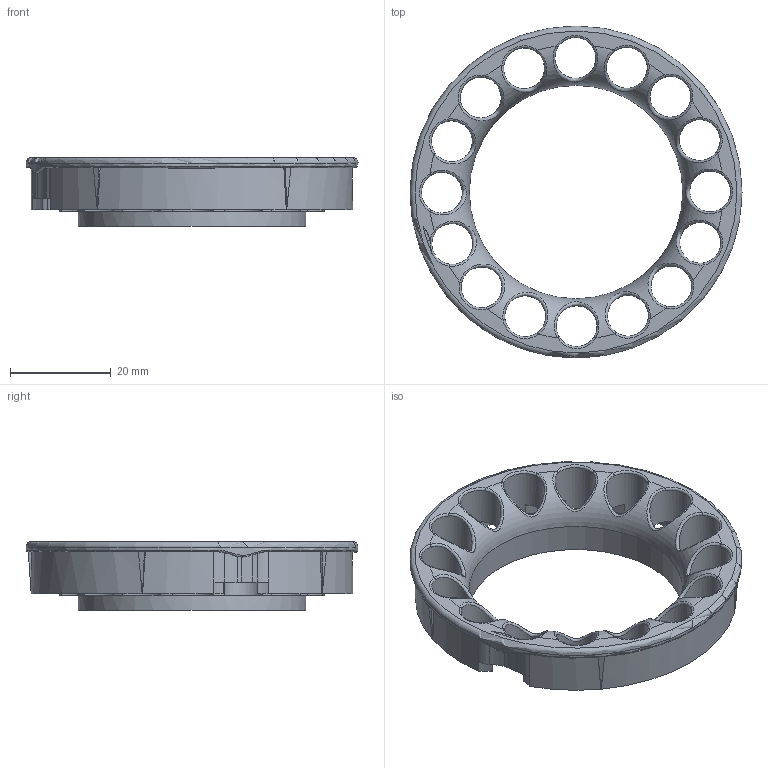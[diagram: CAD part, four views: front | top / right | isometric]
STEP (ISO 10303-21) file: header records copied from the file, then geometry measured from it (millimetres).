
FILE_DESCRIPTION(/* description */ (''),/* implementation_level */ '2;1');
FILE_NAME(/* name */ 'Stylish Belt Synth V4 LED Bezel.step',/* time_stamp */ '2019-10-15T15:05:45-07:00',/* author */ (''),/* organization */ (''),/* preprocessor_version */ 'ST-DEVELOPER v18',/* originating_system */ 'Autodesk Translation Framework v8.6.0.1094',/* authorisation */ '');
FILE_SCHEMA (('AUTOMOTIVE_DESIGN { 1 0 10303 214 3 1 1 }'));
Length unit declared in the file: millimetre
Products named in the file (3): Stylish Belt Synth V4 Plastic Enclosure; Stylish Belt Synth V4 Wood CNC LED Bezel; LED Bezel Cut From Front
Assembly tree (2 placements, depth 3):
  Stylish Belt Synth V4 Plastic Enclosure
    Stylish Belt Synth V4 Wood CNC LED Bezel
      LED Bezel Cut From Front
Bounding box: 65.86 x 65.86 x 13.61 mm (x, y, z)
Volume: 8869.4 mm3; surface area: 9703.9 mm2
Topology: 1 solids, 1 shells, 183 faces, 567 edges, 353 vertices
Faces by surface type: plane 72, cylinder 64, torus 25, bspline 20, cone 2
Full cylindrical faces by diameter (mm): 8.105 x16, 42.34 x1, 45.127 x1
Entity records: 12254 total; most frequent: CARTESIAN_POINT 6968, DIRECTION 1186, ORIENTED_EDGE 1132, EDGE_CURVE 566, AXIS2_PLACEMENT_3D 512, VERTEX_POINT 353, CIRCLE 332, EDGE_LOOP 185
